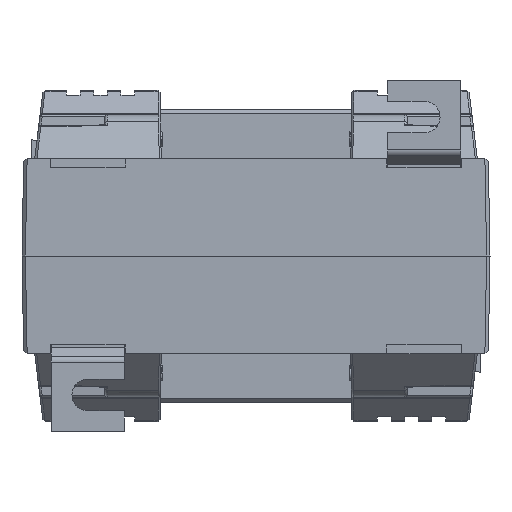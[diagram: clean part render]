
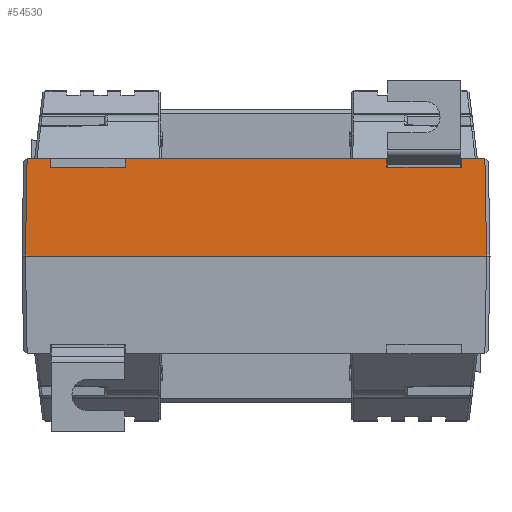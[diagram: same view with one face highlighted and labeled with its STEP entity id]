
A CAD part, front view. The second image highlights one B-rep face of the part: STEP entity #54530.
In plain terms, the highlighted planar face has unit normal (0, -1, 0.018).
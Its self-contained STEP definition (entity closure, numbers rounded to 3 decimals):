
#24269 = CARTESIAN_POINT ( 'NONE',  ( -47.3, -58., 0. ) ) ;
#24394 = PLANE ( 'NONE',  #24527 ) ;
#24509 = CARTESIAN_POINT ( 'NONE',  ( -42.172, -57.682, 18.2 ) ) ;
#24515 = DIRECTION ( 'NONE',  ( 0., -0.017, -1. ) ) ;
#24521 = DIRECTION ( 'NONE',  ( 0., -1., 0.017 ) ) ;
#24522 = CARTESIAN_POINT ( 'NONE',  ( -48., -58., 0. ) ) ;
#24527 = AXIS2_PLACEMENT_3D ( 'NONE', #24522, #24521, #24515 ) ;
#24529 = FACE_OUTER_BOUND ( 'NONE', #54643, .T. ) ;
#24547 = LINE ( 'NONE', #24652, #24646 ) ;
#24607 = LINE ( 'NONE', #24718, #24717 ) ;
#24644 = DIRECTION ( 'NONE',  ( -0.009, 0.017, 1. ) ) ;
#24646 = VECTOR ( 'NONE', #24644, 1000. ) ;
#24652 = CARTESIAN_POINT ( 'NONE',  ( -42.014, -57.999, 0.052 ) ) ;
#24708 = DIRECTION ( 'NONE',  ( -0.719, -0.012, -0.695 ) ) ;
#24710 = VECTOR ( 'NONE', #24708, 1000. ) ;
#24711 = CARTESIAN_POINT ( 'NONE',  ( -45.93, -57.634, 20.974 ) ) ;
#24713 = LINE ( 'NONE', #24711, #24710 ) ;
#24716 = DIRECTION ( 'NONE',  ( -1., 0., 0. ) ) ;
#24717 = VECTOR ( 'NONE', #24716, 1000. ) ;
#24718 = CARTESIAN_POINT ( 'NONE',  ( -48., -57.682, 18.2 ) ) ;
#24852 = CARTESIAN_POINT ( 'NONE',  ( -26.828, -57.682, 18.2 ) ) ;
#24908 = CARTESIAN_POINT ( 'NONE',  ( 47.3, -58., 0. ) ) ;
#24973 = DIRECTION ( 'NONE',  ( 1., 0., 0. ) ) ;
#24974 = VECTOR ( 'NONE', #24973, 1000. ) ;
#24981 = CARTESIAN_POINT ( 'NONE',  ( -48., -58., 0. ) ) ;
#24982 = LINE ( 'NONE', #24981, #24974 ) ;
#25069 = CARTESIAN_POINT ( 'NONE',  ( 42.172, -57.682, 18.2 ) ) ;
#25089 = CARTESIAN_POINT ( 'NONE',  ( -47.3, -58., -0.012 ) ) ;
#25090 = LINE ( 'NONE', #25089, #25181 ) ;
#25136 = CARTESIAN_POINT ( 'NONE',  ( -46.951, -57.651, 19.988 ) ) ;
#25180 = DIRECTION ( 'NONE',  ( -0.017, -0.017, -1. ) ) ;
#25181 = VECTOR ( 'NONE', #25180, 1000. ) ;
#25204 = DIRECTION ( 'NONE',  ( -0.009, 0.017, 1. ) ) ;
#25205 = VECTOR ( 'NONE', #25204, 1000. ) ;
#25206 = CARTESIAN_POINT ( 'NONE',  ( 26.981, -57.989, 0.654 ) ) ;
#25208 = LINE ( 'NONE', #25206, #25205 ) ;
#25226 = CARTESIAN_POINT ( 'NONE',  ( 46.951, -57.651, 19.988 ) ) ;
#25249 = CARTESIAN_POINT ( 'NONE',  ( 26.828, -57.682, 18.2 ) ) ;
#25271 = DIRECTION ( 'NONE',  ( -0.009, -0.017, -1. ) ) ;
#25272 = VECTOR ( 'NONE', #25271, 1000. ) ;
#25277 = CARTESIAN_POINT ( 'NONE',  ( -26.988, -58.003, -0.183 ) ) ;
#25279 = LINE ( 'NONE', #25277, #25272 ) ;
#25450 = DIRECTION ( 'NONE',  ( -1., 0., 0. ) ) ;
#25451 = VECTOR ( 'NONE', #25450, 1000. ) ;
#25453 = CARTESIAN_POINT ( 'NONE',  ( -48., -57.682, 18.2 ) ) ;
#25454 = LINE ( 'NONE', #25453, #25451 ) ;
#25485 = DIRECTION ( 'NONE',  ( -0.719, 0.012, 0.695 ) ) ;
#25487 = VECTOR ( 'NONE', #25485, 1000. ) ;
#25488 = CARTESIAN_POINT ( 'NONE',  ( 45.93, -57.634, 20.974 ) ) ;
#25489 = LINE ( 'NONE', #25488, #25487 ) ;
#25502 = DIRECTION ( 'NONE',  ( -0.009, -0.017, -1. ) ) ;
#25518 = VECTOR ( 'NONE', #25502, 1000. ) ;
#25520 = CARTESIAN_POINT ( 'NONE',  ( 42.006, -58.014, -0.785 ) ) ;
#25521 = LINE ( 'NONE', #25520, #25518 ) ;
#25779 = DIRECTION ( 'NONE',  ( -0.017, 0.017, 1. ) ) ;
#25780 = VECTOR ( 'NONE', #25779, 1000. ) ;
#25782 = CARTESIAN_POINT ( 'NONE',  ( 47.271, -57.971, 1.662 ) ) ;
#25783 = LINE ( 'NONE', #25782, #25780 ) ;
#32905 = CARTESIAN_POINT ( 'NONE',  ( -42.188, -57.651, 20. ) ) ;
#32920 = CARTESIAN_POINT ( 'NONE',  ( -26.812, -57.651, 20. ) ) ;
#32922 = CARTESIAN_POINT ( 'NONE',  ( -46.938, -57.651, 20. ) ) ;
#32978 = CARTESIAN_POINT ( 'NONE',  ( -48., -57.651, 20. ) ) ;
#32980 = LINE ( 'NONE', #32978, #33106 ) ;
#32985 = CARTESIAN_POINT ( 'NONE',  ( 42.188, -57.651, 20. ) ) ;
#32994 = CARTESIAN_POINT ( 'NONE',  ( 46.938, -57.651, 20. ) ) ;
#33007 = DIRECTION ( 'NONE',  ( 1., 0., 0. ) ) ;
#33008 = VECTOR ( 'NONE', #33007, 1000. ) ;
#33010 = CARTESIAN_POINT ( 'NONE',  ( -48., -57.651, 20. ) ) ;
#33012 = LINE ( 'NONE', #33010, #33008 ) ;
#33025 = CARTESIAN_POINT ( 'NONE',  ( 26.812, -57.651, 20. ) ) ;
#33068 = DIRECTION ( 'NONE',  ( 1., 0., 0. ) ) ;
#33069 = VECTOR ( 'NONE', #33068, 1000. ) ;
#33071 = CARTESIAN_POINT ( 'NONE',  ( -48., -57.651, 20. ) ) ;
#33072 = LINE ( 'NONE', #33071, #33069 ) ;
#33103 = DIRECTION ( 'NONE',  ( 1., 0., 0. ) ) ;
#33106 = VECTOR ( 'NONE', #33103, 1000. ) ;
#54472 = ORIENTED_EDGE ( 'NONE', *, *, #54570, .T. ) ;
#54484 = VERTEX_POINT ( 'NONE', #24269 ) ;
#54508 = ORIENTED_EDGE ( 'NONE', *, *, #54569, .T. ) ;
#54530 = ADVANCED_FACE ( 'NONE', ( #24529 ), #24394, .T. ) ;
#54535 = VERTEX_POINT ( 'NONE', #24509 ) ;
#54550 = ORIENTED_EDGE ( 'NONE', *, *, #84708, .F. ) ;
#54556 = EDGE_CURVE ( 'NONE', #54535, #84707, #24547, .T. ) ;
#54569 = EDGE_CURVE ( 'NONE', #54638, #54535, #24607, .T. ) ;
#54570 = EDGE_CURVE ( 'NONE', #84704, #54730, #24713, .T. ) ;
#54586 = ORIENTED_EDGE ( 'NONE', *, *, #54556, .T. ) ;
#54638 = VERTEX_POINT ( 'NONE', #24852 ) ;
#54643 = EDGE_LOOP ( 'NONE', ( #54508, #54586, #54550, #54472, #54749, #54748, #54727, #54816, #54726, #54737, #54803, #54733, #54845, #54868 ) ) ;
#54663 = EDGE_CURVE ( 'NONE', #54484, #54665, #24982, .T. ) ;
#54665 = VERTEX_POINT ( 'NONE', #24908 ) ;
#54713 = EDGE_CURVE ( 'NONE', #54730, #54484, #25090, .T. ) ;
#54721 = VERTEX_POINT ( 'NONE', #25069 ) ;
#54726 = ORIENTED_EDGE ( 'NONE', *, *, #84729, .F. ) ;
#54727 = ORIENTED_EDGE ( 'NONE', *, *, #54898, .T. ) ;
#54730 = VERTEX_POINT ( 'NONE', #25136 ) ;
#54733 = ORIENTED_EDGE ( 'NONE', *, *, #54744, .T. ) ;
#54737 = ORIENTED_EDGE ( 'NONE', *, *, #54808, .T. ) ;
#54738 = VERTEX_POINT ( 'NONE', #25249 ) ;
#54743 = VERTEX_POINT ( 'NONE', #25226 ) ;
#54744 = EDGE_CURVE ( 'NONE', #54738, #84709, #25208, .T. ) ;
#54748 = ORIENTED_EDGE ( 'NONE', *, *, #54663, .T. ) ;
#54749 = ORIENTED_EDGE ( 'NONE', *, *, #54713, .T. ) ;
#54757 = EDGE_CURVE ( 'NONE', #84706, #54638, #25279, .T. ) ;
#54778 = EDGE_CURVE ( 'NONE', #54721, #54738, #25454, .T. ) ;
#54803 = ORIENTED_EDGE ( 'NONE', *, *, #54778, .T. ) ;
#54808 = EDGE_CURVE ( 'NONE', #84717, #54721, #25521, .T. ) ;
#54811 = EDGE_CURVE ( 'NONE', #54743, #84720, #25489, .T. ) ;
#54816 = ORIENTED_EDGE ( 'NONE', *, *, #54811, .T. ) ;
#54845 = ORIENTED_EDGE ( 'NONE', *, *, #84719, .F. ) ;
#54868 = ORIENTED_EDGE ( 'NONE', *, *, #54757, .T. ) ;
#54898 = EDGE_CURVE ( 'NONE', #54665, #54743, #25783, .T. ) ;
#84704 = VERTEX_POINT ( 'NONE', #32922 ) ;
#84706 = VERTEX_POINT ( 'NONE', #32920 ) ;
#84707 = VERTEX_POINT ( 'NONE', #32905 ) ;
#84708 = EDGE_CURVE ( 'NONE', #84704, #84707, #33012, .T. ) ;
#84709 = VERTEX_POINT ( 'NONE', #33025 ) ;
#84717 = VERTEX_POINT ( 'NONE', #32985 ) ;
#84719 = EDGE_CURVE ( 'NONE', #84706, #84709, #32980, .T. ) ;
#84720 = VERTEX_POINT ( 'NONE', #32994 ) ;
#84729 = EDGE_CURVE ( 'NONE', #84717, #84720, #33072, .T. ) ;
